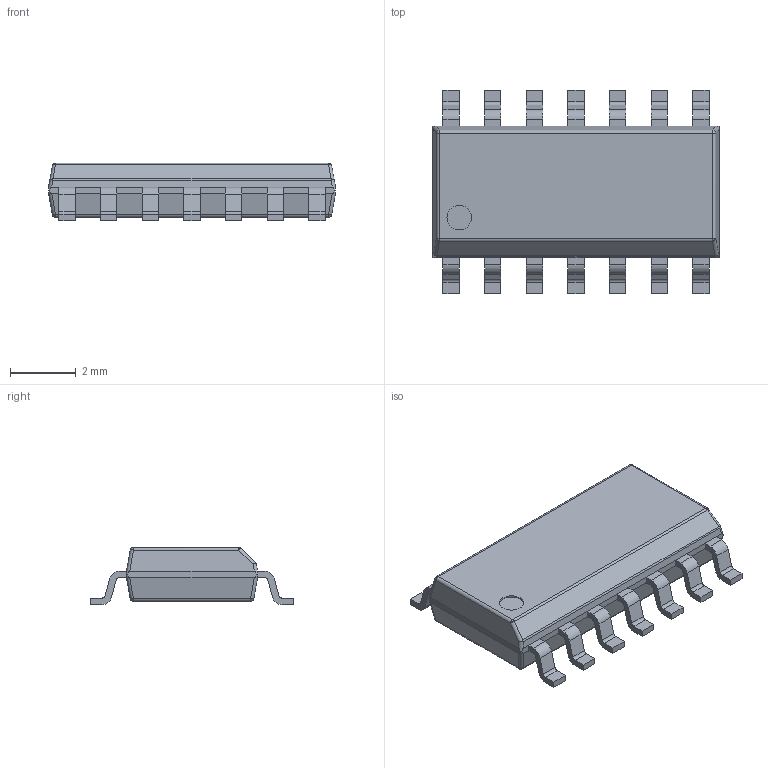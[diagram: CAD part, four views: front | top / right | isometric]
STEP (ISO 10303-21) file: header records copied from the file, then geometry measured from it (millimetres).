
FILE_DESCRIPTION(('STEP AP214'), '1');
FILE_NAME('MS-012AB', '2016-05-21T11:54:29', ('Nobody'), (''), 'ASCON STEP Converter 1.3', 'ASCON Math Kernel', '');
FILE_SCHEMA(('AUTOMOTIVE_DESIGN { 1 0 10303 214 3 1 1}'));
Length unit declared in the file: millimetre
Bounding box: 8.75 x 6.2 x 1.75 mm (x, y, z)
Volume: 57.1 mm3; surface area: 142.1 mm2
Topology: 15 solids, 15 shells, 242 faces, 673 edges, 466 vertices
Faces by surface type: plane 156, cylinder 76, bspline 8, sphere 2
Full cylindrical faces by diameter (mm): 0.75 x1
Entity records: 9793 total; most frequent: CARTESIAN_POINT 1543, DIRECTION 1244, ORIENTED_EDGE 1212, EDGE_CURVE 606, LINE 494, VECTOR 494, VERTEX_POINT 396, AXIS2_PLACEMENT_3D 375
